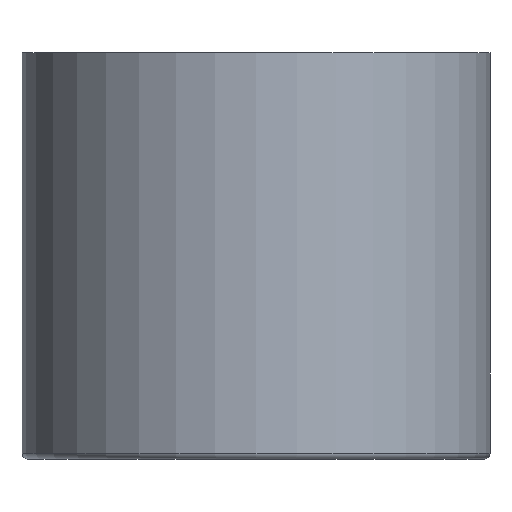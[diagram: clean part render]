
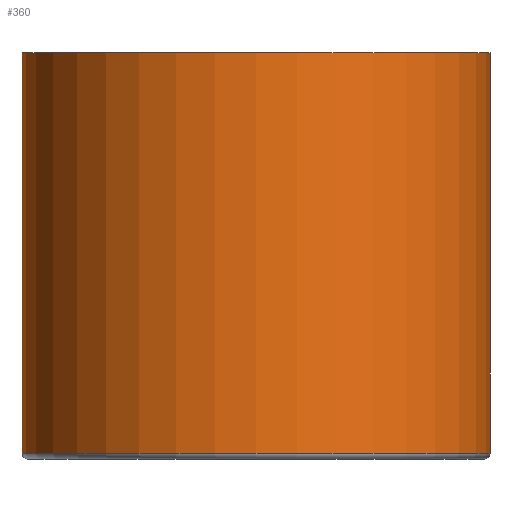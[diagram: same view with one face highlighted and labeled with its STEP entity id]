
A CAD part, front view. The second image highlights one B-rep face of the part: STEP entity #360.
In plain terms, the highlighted cylindrical face has radius 19 mm (diameter 38 mm), a full revolution.
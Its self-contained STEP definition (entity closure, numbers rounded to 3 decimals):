
#20=LINE('',#653,#29);
#29=VECTOR('',#484,19.);
#38=CYLINDRICAL_SURFACE('',#410,19.);
#68=FACE_OUTER_BOUND('',#93,.T.);
#93=EDGE_LOOP('',(#259,#260,#261,#262,#263,#264,#265));
#123=B_SPLINE_CURVE_WITH_KNOTS('',3,(#619,#620,#621,#622,#623,#624,#625,
#626,#627,#628,#629,#630,#631,#632,#633,#634,#635,#636,#637,#638,#639,#640,
#641,#642,#643,#644,#645,#646,#647,#648,#649),.UNSPECIFIED.,.F.,.F.,(4,
2,2,2,2,2,2,2,2,2,2,3,2,2,4),(1.105,1.308,1.527,
1.745,1.963,2.181,2.399,2.617,
2.835,3.053,3.271,3.489,3.707,
3.925,4.129),.UNSPECIFIED.);
#126=CIRCLE('',#404,19.);
#131=CIRCLE('',#411,19.);
#132=CIRCLE('',#412,19.);
#133=CIRCLE('',#413,19.);
#162=VERTEX_POINT('',#595);
#164=VERTEX_POINT('',#598);
#169=VERTEX_POINT('',#618);
#170=VERTEX_POINT('',#650);
#171=VERTEX_POINT('',#652);
#201=EDGE_CURVE('',#164,#162,#126,.T.);
#207=EDGE_CURVE('',#164,#169,#123,.T.);
#208=EDGE_CURVE('',#162,#170,#131,.T.);
#209=EDGE_CURVE('',#170,#171,#20,.T.);
#210=EDGE_CURVE('',#171,#171,#132,.T.);
#211=EDGE_CURVE('',#170,#169,#133,.T.);
#259=ORIENTED_EDGE('',*,*,#207,.F.);
#260=ORIENTED_EDGE('',*,*,#201,.T.);
#261=ORIENTED_EDGE('',*,*,#208,.T.);
#262=ORIENTED_EDGE('',*,*,#209,.T.);
#263=ORIENTED_EDGE('',*,*,#210,.F.);
#264=ORIENTED_EDGE('',*,*,#209,.F.);
#265=ORIENTED_EDGE('',*,*,#211,.T.);
#360=ADVANCED_FACE('',(#68),#38,.T.);
#404=AXIS2_PLACEMENT_3D('',#599,#468,#469);
#410=AXIS2_PLACEMENT_3D('',#617,#480,#481);
#411=AXIS2_PLACEMENT_3D('',#651,#482,#483);
#412=AXIS2_PLACEMENT_3D('',#654,#485,#486);
#413=AXIS2_PLACEMENT_3D('',#655,#487,#488);
#468=DIRECTION('center_axis',(0.,0.,1.));
#469=DIRECTION('ref_axis',(1.,0.,0.));
#480=DIRECTION('center_axis',(0.,0.,-1.));
#481=DIRECTION('ref_axis',(-1.,0.,0.));
#482=DIRECTION('center_axis',(0.,0.,1.));
#483=DIRECTION('ref_axis',(1.,0.,0.));
#484=DIRECTION('',(0.,0.,1.));
#485=DIRECTION('center_axis',(0.,0.,1.));
#486=DIRECTION('ref_axis',(1.,0.,0.));
#487=DIRECTION('center_axis',(0.,0.,1.));
#488=DIRECTION('ref_axis',(1.,0.,0.));
#595=CARTESIAN_POINT('',(-19.,0.,0.5));
#598=CARTESIAN_POINT('',(-2.345,18.855,0.5));
#599=CARTESIAN_POINT('Origin',(0.,0.,
0.5));
#617=CARTESIAN_POINT('Origin',(0.,0.,
33.));
#618=CARTESIAN_POINT('',(2.345,18.855,0.5));
#619=CARTESIAN_POINT('Ctrl Pts',(-2.345,18.855,0.5));
#620=CARTESIAN_POINT('Ctrl Pts',(-2.999,18.773,0.792));
#621=CARTESIAN_POINT('Ctrl Pts',(-3.591,18.664,1.21));
#622=CARTESIAN_POINT('Ctrl Pts',(-4.574,18.449,2.192));
#623=CARTESIAN_POINT('Ctrl Pts',(-5.016,18.329,2.836));
#624=CARTESIAN_POINT('Ctrl Pts',(-5.604,18.157,4.251));
#625=CARTESIAN_POINT('Ctrl Pts',(-5.75,18.109,5.023));
#626=CARTESIAN_POINT('Ctrl Pts',(-5.75,18.109,6.477));
#627=CARTESIAN_POINT('Ctrl Pts',(-5.604,18.157,7.249));
#628=CARTESIAN_POINT('Ctrl Pts',(-5.016,18.329,8.664));
#629=CARTESIAN_POINT('Ctrl Pts',(-4.574,18.449,9.308));
#630=CARTESIAN_POINT('Ctrl Pts',(-3.558,18.671,10.324));
#631=CARTESIAN_POINT('Ctrl Pts',(-2.914,18.789,10.766));
#632=CARTESIAN_POINT('Ctrl Pts',(-1.499,18.954,11.354));
#633=CARTESIAN_POINT('Ctrl Pts',(-0.727,19.,11.5));
#634=CARTESIAN_POINT('Ctrl Pts',(0.727,19.,11.5));
#635=CARTESIAN_POINT('Ctrl Pts',(1.499,18.954,11.354));
#636=CARTESIAN_POINT('Ctrl Pts',(2.914,18.789,10.766));
#637=CARTESIAN_POINT('Ctrl Pts',(3.558,18.671,10.324));
#638=CARTESIAN_POINT('Ctrl Pts',(4.574,18.449,9.308));
#639=CARTESIAN_POINT('Ctrl Pts',(5.016,18.329,8.664));
#640=CARTESIAN_POINT('Ctrl Pts',(5.604,18.157,7.249));
#641=CARTESIAN_POINT('Ctrl Pts',(5.75,18.109,6.477));
#642=CARTESIAN_POINT('Ctrl Pts',(5.75,18.109,5.75));
#643=CARTESIAN_POINT('Ctrl Pts',(5.75,18.109,5.023));
#644=CARTESIAN_POINT('Ctrl Pts',(5.604,18.157,4.251));
#645=CARTESIAN_POINT('Ctrl Pts',(5.016,18.329,2.836));
#646=CARTESIAN_POINT('Ctrl Pts',(4.574,18.449,2.192));
#647=CARTESIAN_POINT('Ctrl Pts',(3.591,18.664,1.21));
#648=CARTESIAN_POINT('Ctrl Pts',(2.999,18.773,0.792));
#649=CARTESIAN_POINT('Ctrl Pts',(2.345,18.855,0.5));
#650=CARTESIAN_POINT('',(19.,0.,0.5));
#651=CARTESIAN_POINT('Origin',(0.,0.,
0.5));
#652=CARTESIAN_POINT('',(19.,0.,33.));
#653=CARTESIAN_POINT('',(19.,0.,33.));
#654=CARTESIAN_POINT('Origin',(0.,0.,
33.));
#655=CARTESIAN_POINT('Origin',(0.,0.,
0.5));
